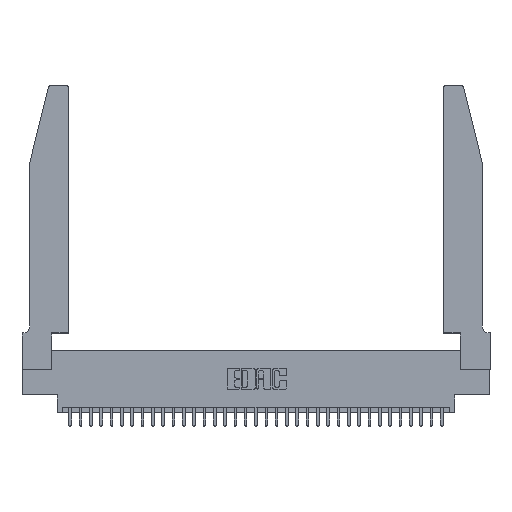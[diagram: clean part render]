
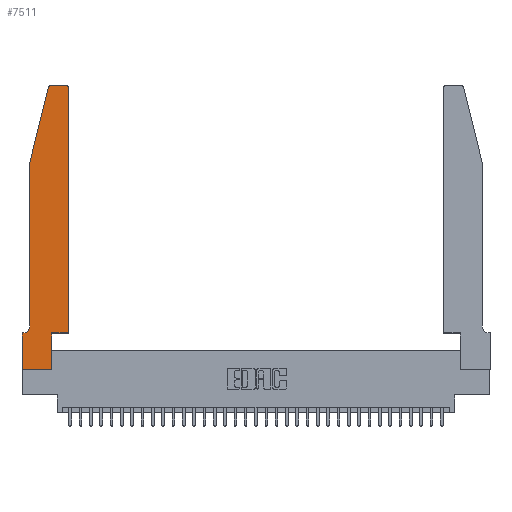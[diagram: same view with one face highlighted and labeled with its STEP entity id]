
A CAD part, top view. The second image highlights one B-rep face of the part: STEP entity #7511.
In plain terms, the highlighted planar face has unit normal (0, 0, 1).
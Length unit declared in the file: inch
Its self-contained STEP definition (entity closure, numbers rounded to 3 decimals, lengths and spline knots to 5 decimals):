
#346 = DIRECTION ( 'NONE',  ( 1., 0., 0. ) ) ;
#605 = LINE ( 'NONE', #28635, #28321 ) ;
#955 = EDGE_LOOP ( 'NONE', ( #13502, #18513, #6671, #6949, #15817, #32703, #6319, #28502, #18849, #31514, #5321, #3463 ) ) ;
#1602 = CARTESIAN_POINT ( 'NONE',  ( 0.25487, 2.72718, 0.37 ) ) ;
#2040 = CARTESIAN_POINT ( 'NONE',  ( 0.0755, 2., 0.37 ) ) ;
#2403 = DIRECTION ( 'NONE',  ( -1., 0., 0. ) ) ;
#2532 = LINE ( 'NONE', #4396, #16927 ) ;
#3044 = VECTOR ( 'NONE', #17510, 39.37008 ) ;
#3463 = ORIENTED_EDGE ( 'NONE', *, *, #9675, .T. ) ;
#3560 = DIRECTION ( 'NONE',  ( 0., 0., 1. ) ) ;
#3636 = VERTEX_POINT ( 'NONE', #2040 ) ;
#4249 = CARTESIAN_POINT ( 'NONE',  ( 0.4505, 0.35, 0.37 ) ) ;
#4396 = CARTESIAN_POINT ( 'NONE',  ( 0., 0., 0.37 ) ) ;
#4886 = CARTESIAN_POINT ( 'NONE',  ( 0.4505, 0.35, 0.37 ) ) ;
#5055 = EDGE_CURVE ( 'NONE', #12429, #27920, #24496, .T. ) ;
#5321 = ORIENTED_EDGE ( 'NONE', *, *, #8190, .T. ) ;
#5503 = VERTEX_POINT ( 'NONE', #27305 ) ;
#5898 = CARTESIAN_POINT ( 'NONE',  ( 0.0755, 0.42, 0.37 ) ) ;
#6319 = ORIENTED_EDGE ( 'NONE', *, *, #13546, .T. ) ;
#6625 = LINE ( 'NONE', #10267, #27077 ) ;
#6671 = ORIENTED_EDGE ( 'NONE', *, *, #28753, .T. ) ;
#6949 = ORIENTED_EDGE ( 'NONE', *, *, #9549, .T. ) ;
#7511 = ADVANCED_FACE ( 'NONE', ( #23909 ), #30183, .T. ) ;
#7611 = CARTESIAN_POINT ( 'NONE',  ( 0.0055, 0.35, 0.37 ) ) ;
#7630 = LINE ( 'NONE', #26544, #26408 ) ;
#7862 = CARTESIAN_POINT ( 'NONE',  ( 0.0755, 2., 0.37 ) ) ;
#8190 = EDGE_CURVE ( 'NONE', #11358, #31341, #17185, .T. ) ;
#9545 = CARTESIAN_POINT ( 'NONE',  ( 0.0055, 0.42, 0.37 ) ) ;
#9549 = EDGE_CURVE ( 'NONE', #3636, #29510, #6625, .T. ) ;
#9675 = EDGE_CURVE ( 'NONE', #31341, #12127, #30787, .T. ) ;
#10267 = CARTESIAN_POINT ( 'NONE',  ( 0.0755, 2., 0.37 ) ) ;
#10642 = VERTEX_POINT ( 'NONE', #1602 ) ;
#10935 = CARTESIAN_POINT ( 'NONE',  ( 0.2865, 0., 0.37 ) ) ;
#11358 = VERTEX_POINT ( 'NONE', #4249 ) ;
#11633 = CARTESIAN_POINT ( 'NONE',  ( 0., 0.35, 0.37 ) ) ;
#11808 = AXIS2_PLACEMENT_3D ( 'NONE', #16106, #34548, #18768 ) ;
#12127 = VERTEX_POINT ( 'NONE', #25900 ) ;
#12257 = DIRECTION ( 'NONE',  ( -1., 0., 0. ) ) ;
#12429 = VERTEX_POINT ( 'NONE', #10935 ) ;
#12894 = DIRECTION ( 'NONE',  ( 0., -1., 0. ) ) ;
#13224 = CARTESIAN_POINT ( 'NONE',  ( 0.0755, 0.35, 0.37 ) ) ;
#13502 = ORIENTED_EDGE ( 'NONE', *, *, #25799, .T. ) ;
#13546 = EDGE_CURVE ( 'NONE', #5503, #27132, #605, .T. ) ;
#13640 = EDGE_CURVE ( 'NONE', #31280, #5503, #25897, .T. ) ;
#15698 = VECTOR ( 'NONE', #30681, 39.37008 ) ;
#15813 = AXIS2_PLACEMENT_3D ( 'NONE', #11633, #3560, #22367 ) ;
#15817 = ORIENTED_EDGE ( 'NONE', *, *, #27460, .T. ) ;
#15955 = CARTESIAN_POINT ( 'NONE',  ( 0.4505, 2.72, 0.37 ) ) ;
#16106 = CARTESIAN_POINT ( 'NONE',  ( 0.4205, 2.72, 0.37 ) ) ;
#16502 = LINE ( 'NONE', #17400, #15698 ) ;
#16621 = DIRECTION ( 'NONE',  ( 0., 0., 1. ) ) ;
#16927 = VECTOR ( 'NONE', #25835, 39.37008 ) ;
#17185 = LINE ( 'NONE', #4886, #32048 ) ;
#17400 = CARTESIAN_POINT ( 'NONE',  ( 0.4505, 0.35, 0.37 ) ) ;
#17510 = DIRECTION ( 'NONE',  ( 0., 1., 0. ) ) ;
#18408 = VERTEX_POINT ( 'NONE', #23012 ) ;
#18513 = ORIENTED_EDGE ( 'NONE', *, *, #23246, .T. ) ;
#18768 = DIRECTION ( 'NONE',  ( 1., 0., 0. ) ) ;
#18805 = VECTOR ( 'NONE', #2403, 39.37008 ) ;
#18849 = ORIENTED_EDGE ( 'NONE', *, *, #5055, .T. ) ;
#19713 = EDGE_CURVE ( 'NONE', #27132, #12429, #2532, .T. ) ;
#20005 = LINE ( 'NONE', #7862, #27018 ) ;
#22367 = DIRECTION ( 'NONE',  ( 1., 0., 0. ) ) ;
#23012 = CARTESIAN_POINT ( 'NONE',  ( 0.284, 2.75, 0.37 ) ) ;
#23231 = AXIS2_PLACEMENT_3D ( 'NONE', #9545, #28143, #12257 ) ;
#23246 = EDGE_CURVE ( 'NONE', #18408, #10642, #28314, .T. ) ;
#23457 = AXIS2_PLACEMENT_3D ( 'NONE', #32428, #16621, #346 ) ;
#23569 = DIRECTION ( 'NONE',  ( 0., -1., 0. ) ) ;
#23654 = DIRECTION ( 'NONE',  ( 0., 1., 0. ) ) ;
#23909 = FACE_OUTER_BOUND ( 'NONE', #955, .T. ) ;
#24270 = CARTESIAN_POINT ( 'NONE',  ( 0., 0., 0.37 ) ) ;
#24496 = LINE ( 'NONE', #30679, #3044 ) ;
#25799 = EDGE_CURVE ( 'NONE', #12127, #18408, #7630, .T. ) ;
#25835 = DIRECTION ( 'NONE',  ( 1., 0., 0. ) ) ;
#25897 = LINE ( 'NONE', #13224, #18805 ) ;
#25900 = CARTESIAN_POINT ( 'NONE',  ( 0.4205, 2.75, 0.37 ) ) ;
#26408 = VECTOR ( 'NONE', #29156, 39.37008 ) ;
#26523 = DIRECTION ( 'NONE',  ( -0.239, -0.971, 0. ) ) ;
#26544 = CARTESIAN_POINT ( 'NONE',  ( 0.2605, 2.75, 0.37 ) ) ;
#27018 = VECTOR ( 'NONE', #26523, 39.37008 ) ;
#27077 = VECTOR ( 'NONE', #23569, 39.37008 ) ;
#27132 = VERTEX_POINT ( 'NONE', #24270 ) ;
#27195 = CARTESIAN_POINT ( 'NONE',  ( 0.2865, 0.35, 0.37 ) ) ;
#27305 = CARTESIAN_POINT ( 'NONE',  ( 0., 0.35, 0.37 ) ) ;
#27460 = EDGE_CURVE ( 'NONE', #29510, #31280, #32815, .T. ) ;
#27920 = VERTEX_POINT ( 'NONE', #27195 ) ;
#28143 = DIRECTION ( 'NONE',  ( 0., 0., -1. ) ) ;
#28314 = CIRCLE ( 'NONE', #23457, 0.03 ) ;
#28321 = VECTOR ( 'NONE', #12894, 39.37008 ) ;
#28502 = ORIENTED_EDGE ( 'NONE', *, *, #19713, .T. ) ;
#28635 = CARTESIAN_POINT ( 'NONE',  ( 0., 0., 0.37 ) ) ;
#28753 = EDGE_CURVE ( 'NONE', #10642, #3636, #20005, .T. ) ;
#29156 = DIRECTION ( 'NONE',  ( -1., 0., 0. ) ) ;
#29510 = VERTEX_POINT ( 'NONE', #5898 ) ;
#30183 = PLANE ( 'NONE',  #15813 ) ;
#30679 = CARTESIAN_POINT ( 'NONE',  ( 0.2865, 0.35, 0.37 ) ) ;
#30681 = DIRECTION ( 'NONE',  ( 1., 0., 0. ) ) ;
#30787 = CIRCLE ( 'NONE', #11808, 0.03 ) ;
#31280 = VERTEX_POINT ( 'NONE', #7611 ) ;
#31341 = VERTEX_POINT ( 'NONE', #15955 ) ;
#31514 = ORIENTED_EDGE ( 'NONE', *, *, #32259, .T. ) ;
#32048 = VECTOR ( 'NONE', #23654, 39.37008 ) ;
#32259 = EDGE_CURVE ( 'NONE', #27920, #11358, #16502, .T. ) ;
#32428 = CARTESIAN_POINT ( 'NONE',  ( 0.284, 2.72, 0.37 ) ) ;
#32703 = ORIENTED_EDGE ( 'NONE', *, *, #13640, .T. ) ;
#32815 = CIRCLE ( 'NONE', #23231, 0.07 ) ;
#34548 = DIRECTION ( 'NONE',  ( 0., 0., 1. ) ) ;
